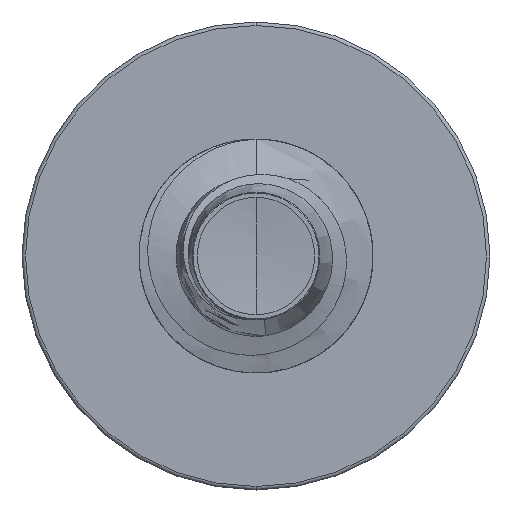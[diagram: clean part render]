
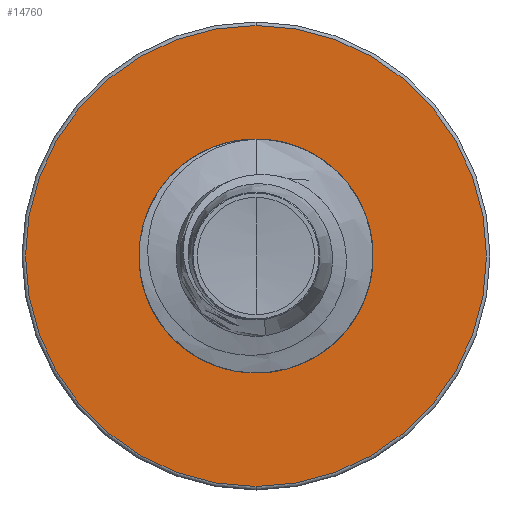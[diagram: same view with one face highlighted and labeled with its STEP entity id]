
A CAD part, front view. The second image highlights one B-rep face of the part: STEP entity #14760.
In plain terms, the highlighted planar face has unit normal (0, -1, 0).
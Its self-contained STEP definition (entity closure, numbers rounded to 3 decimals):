
#1414 = CIRCLE ( 'NONE', #15873, 3.94 ) ;
#1720 = DIRECTION ( 'NONE',  ( 0., 1., 0. ) ) ;
#2550 = ORIENTED_EDGE ( 'NONE', *, *, #15188, .F. ) ;
#4882 = EDGE_CURVE ( 'NONE', #26090, #22838, #20615, .T. ) ;
#9266 = VERTEX_POINT ( 'NONE', #10294 ) ;
#10124 = ORIENTED_EDGE ( 'NONE', *, *, #27074, .T. ) ;
#10294 = CARTESIAN_POINT ( 'NONE',  ( 0., 20., 3.94 ) ) ;
#10358 = CARTESIAN_POINT ( 'NONE',  ( 0., 20., 0. ) ) ;
#10866 = CARTESIAN_POINT ( 'NONE',  ( 0., 20., 0. ) ) ;
#12455 = DIRECTION ( 'NONE',  ( 0., 1., 0. ) ) ;
#12890 = DIRECTION ( 'NONE',  ( 0., 0., 1. ) ) ;
#13123 = DIRECTION ( 'NONE',  ( 0., 0., 1. ) ) ;
#13176 = EDGE_LOOP ( 'NONE', ( #25203, #2550 ) ) ;
#13188 = DIRECTION ( 'NONE',  ( 0., 1., 0. ) ) ;
#13194 = CARTESIAN_POINT ( 'NONE',  ( 0., 20., 1.989 ) ) ;
#13230 = CARTESIAN_POINT ( 'NONE',  ( 0., 20., 0. ) ) ;
#13345 = DIRECTION ( 'NONE',  ( 0., 0., 1. ) ) ;
#14228 = CIRCLE ( 'NONE', #24161, 1.989 ) ;
#14712 = PLANE ( 'NONE',  #25643 ) ;
#14760 = ADVANCED_FACE ( 'NONE', ( #16954, #17654 ), #14712, .F. ) ;
#15188 = EDGE_CURVE ( 'NONE', #19482, #9266, #18300, .T. ) ;
#15873 = AXIS2_PLACEMENT_3D ( 'NONE', #10866, #24641, #13345 ) ;
#16307 = EDGE_CURVE ( 'NONE', #9266, #19482, #1414, .T. ) ;
#16954 = FACE_OUTER_BOUND ( 'NONE', #13176, .T. ) ;
#17265 = CARTESIAN_POINT ( 'NONE',  ( 0., 20., -1.989 ) ) ;
#17272 = CARTESIAN_POINT ( 'NONE',  ( 0., 20., 0. ) ) ;
#17543 = CARTESIAN_POINT ( 'NONE',  ( 0., 20., -3.94 ) ) ;
#17654 = FACE_BOUND ( 'NONE', #19410, .T. ) ;
#18300 = CIRCLE ( 'NONE', #27238, 3.94 ) ;
#19326 = DIRECTION ( 'NONE',  ( 0., 0., 1. ) ) ;
#19410 = EDGE_LOOP ( 'NONE', ( #10124, #21679 ) ) ;
#19482 = VERTEX_POINT ( 'NONE', #17543 ) ;
#20615 = CIRCLE ( 'NONE', #27310, 1.989 ) ;
#21679 = ORIENTED_EDGE ( 'NONE', *, *, #4882, .T. ) ;
#22599 = CARTESIAN_POINT ( 'NONE',  ( 0., 20., -1.989 ) ) ;
#22838 = VERTEX_POINT ( 'NONE', #13194 ) ;
#24161 = AXIS2_PLACEMENT_3D ( 'NONE', #10358, #24370, #12890 ) ;
#24370 = DIRECTION ( 'NONE',  ( 0., 1., 0. ) ) ;
#24641 = DIRECTION ( 'NONE',  ( 0., 1., 0. ) ) ;
#25203 = ORIENTED_EDGE ( 'NONE', *, *, #16307, .F. ) ;
#25510 = DIRECTION ( 'NONE',  ( 0., 0., 1. ) ) ;
#25643 = AXIS2_PLACEMENT_3D ( 'NONE', #22599, #12455, #25510 ) ;
#26090 = VERTEX_POINT ( 'NONE', #17265 ) ;
#27074 = EDGE_CURVE ( 'NONE', #22838, #26090, #14228, .T. ) ;
#27238 = AXIS2_PLACEMENT_3D ( 'NONE', #17272, #1720, #19326 ) ;
#27310 = AXIS2_PLACEMENT_3D ( 'NONE', #13230, #13188, #13123 ) ;
